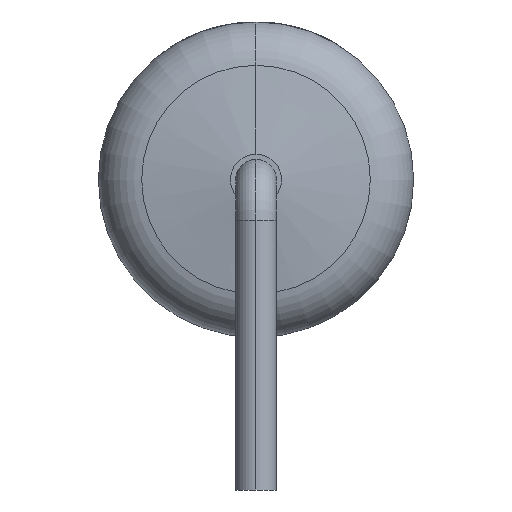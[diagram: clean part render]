
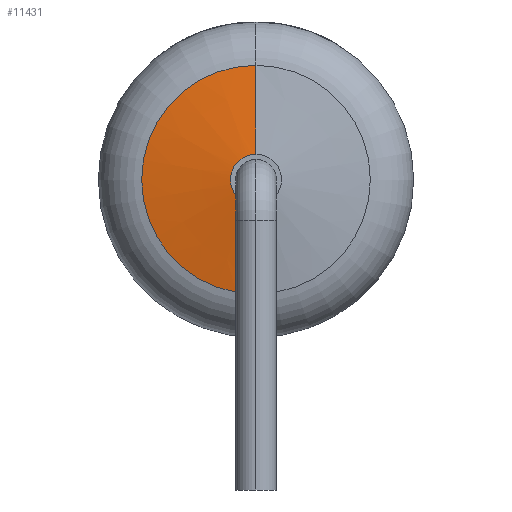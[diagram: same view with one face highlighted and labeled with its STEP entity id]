
A CAD part, left-side view. The second image highlights one B-rep face of the part: STEP entity #11431.
In plain terms, the highlighted conical face has half-angle 81.507 degrees and reference radius 0.5 mm.
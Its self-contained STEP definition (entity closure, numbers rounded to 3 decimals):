
#215 = CARTESIAN_POINT ( 'NONE',  ( -8.75, 0., 3.6 ) ) ;
#227 = CARTESIAN_POINT ( 'NONE',  ( -8.489, 0., 5.348 ) ) ;
#283 = CIRCLE ( 'NONE', #10340, 2.248 ) ;
#342 = ORIENTED_EDGE ( 'NONE', *, *, #3673, .T. ) ;
#516 = LINE ( 'NONE', #14249, #10149 ) ;
#2052 = ORIENTED_EDGE ( 'NONE', *, *, #7387, .F. ) ;
#2870 = CONICAL_SURFACE ( 'NONE', #9807, 0.5, 1.423 ) ;
#3582 = EDGE_CURVE ( 'NONE', #3603, #14288, #13184, .T. ) ;
#3603 = VERTEX_POINT ( 'NONE', #10209 ) ;
#3673 = EDGE_CURVE ( 'NONE', #14288, #8328, #10722, .T. ) ;
#3804 = DIRECTION ( 'NONE',  ( 0.148, 0., 0.989 ) ) ;
#3891 = CARTESIAN_POINT ( 'NONE',  ( -8.75, 0., 3.6 ) ) ;
#4084 = AXIS2_PLACEMENT_3D ( 'NONE', #13468, #12443, #13618 ) ;
#5062 = ORIENTED_EDGE ( 'NONE', *, *, #3582, .T. ) ;
#5345 = CARTESIAN_POINT ( 'NONE',  ( -8.75, 0., 3.1 ) ) ;
#6220 = DIRECTION ( 'NONE',  ( 0.148, 0., -0.989 ) ) ;
#6285 = EDGE_LOOP ( 'NONE', ( #5062, #342, #6961, #2052 ) ) ;
#6474 = FACE_OUTER_BOUND ( 'NONE', #6285, .T. ) ;
#6961 = ORIENTED_EDGE ( 'NONE', *, *, #8564, .F. ) ;
#7387 = EDGE_CURVE ( 'NONE', #3603, #13574, #516, .T. ) ;
#8155 = DIRECTION ( 'NONE',  ( 0., 0., -1. ) ) ;
#8328 = VERTEX_POINT ( 'NONE', #227 ) ;
#8564 = EDGE_CURVE ( 'NONE', #13574, #8328, #283, .T. ) ;
#9435 = CARTESIAN_POINT ( 'NONE',  ( -8.489, 0., 0.852 ) ) ;
#9807 = AXIS2_PLACEMENT_3D ( 'NONE', #5345, #13219, #9943 ) ;
#9943 = DIRECTION ( 'NONE',  ( 0., 0., -1. ) ) ;
#10149 = VECTOR ( 'NONE', #6220, 1000. ) ;
#10204 = DIRECTION ( 'NONE',  ( 1., 0., 0. ) ) ;
#10209 = CARTESIAN_POINT ( 'NONE',  ( -8.75, 0., 2.6 ) ) ;
#10340 = AXIS2_PLACEMENT_3D ( 'NONE', #13613, #10204, #8155 ) ;
#10722 = LINE ( 'NONE', #215, #11270 ) ;
#11270 = VECTOR ( 'NONE', #3804, 1000. ) ;
#11431 = ADVANCED_FACE ( 'NONE', ( #6474 ), #2870, .T. ) ;
#12443 = DIRECTION ( 'NONE',  ( 1., 0., 0. ) ) ;
#13184 = CIRCLE ( 'NONE', #4084, 0.5 ) ;
#13219 = DIRECTION ( 'NONE',  ( 1., 0., 0. ) ) ;
#13468 = CARTESIAN_POINT ( 'NONE',  ( -8.75, 0., 3.1 ) ) ;
#13574 = VERTEX_POINT ( 'NONE', #9435 ) ;
#13613 = CARTESIAN_POINT ( 'NONE',  ( -8.489, 0., 3.1 ) ) ;
#13618 = DIRECTION ( 'NONE',  ( 0., 0., -1. ) ) ;
#14249 = CARTESIAN_POINT ( 'NONE',  ( -8.75, 0., 2.6 ) ) ;
#14288 = VERTEX_POINT ( 'NONE', #3891 ) ;
